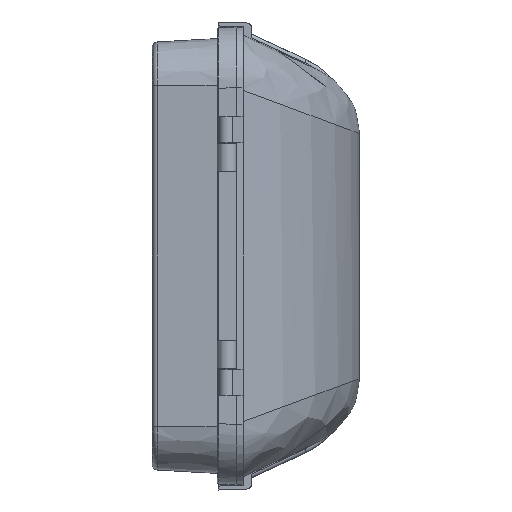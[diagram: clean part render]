
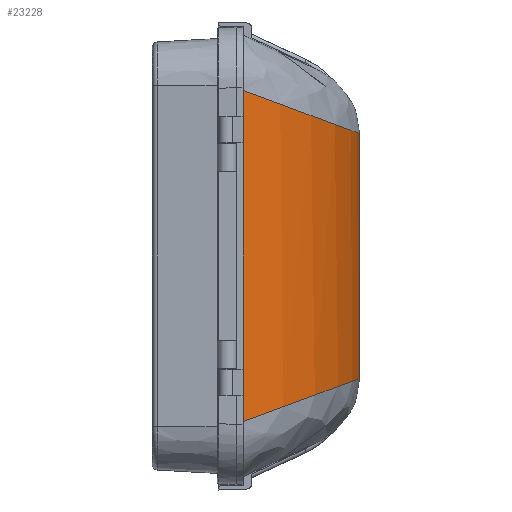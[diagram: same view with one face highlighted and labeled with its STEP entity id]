
A CAD part, front view. The second image highlights one B-rep face of the part: STEP entity #23228.
In plain terms, the highlighted cylindrical face has radius 190.567 mm (diameter 381.133 mm), a partial arc.
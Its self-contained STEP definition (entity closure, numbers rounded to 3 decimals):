
#470 = CARTESIAN_POINT ( 'NONE',  ( 73.886, 112.135, 104.526 ) ) ;
#698 = CARTESIAN_POINT ( 'NONE',  ( -73.163, 114.119, 2.861 ) ) ;
#819 = CARTESIAN_POINT ( 'NONE',  ( 73.184, 114.037, 2.542 ) ) ;
#1644 = B_SPLINE_CURVE_WITH_KNOTS ( 'NONE', 3,
 ( #25312, #19080, #8957, #22754, #17190, #8831 ),
 .UNSPECIFIED., .F., .F.,
 ( 4, 2, 4 ),
 ( 0., 0.5, 1. ),
 .UNSPECIFIED. ) ;
#2062 = CARTESIAN_POINT ( 'NONE',  ( -94.834, 55.28, -92.807 ) ) ;
#2458 = CARTESIAN_POINT ( 'NONE',  ( -73.842, 112.272, -3.823 ) ) ;
#2581 = CARTESIAN_POINT ( 'NONE',  ( 95.857, 52.5, -95.158 ) ) ;
#2855 = CARTESIAN_POINT ( 'NONE',  ( -70.988, 119.999, 50.342 ) ) ;
#2889 = CARTESIAN_POINT ( 'NONE',  ( 72.202, 116.703, 86.778 ) ) ;
#3295 = AXIS2_PLACEMENT_3D ( 'NONE', #16885, #4614, #8638 ) ;
#3332 = CARTESIAN_POINT ( 'NONE',  ( -73.886, 112.135, 104.526 ) ) ;
#3421 = CARTESIAN_POINT ( 'NONE',  ( -155., 52.5, -95.158 ) ) ;
#4068 = B_SPLINE_CURVE_WITH_KNOTS ( 'NONE', 3,
 ( #4094, #2062, #10292, #18527, #8261, #26384, #6258, #8401, #24899, #20285, #6387, #14625, #18266, #26521, #8004, #7861, #22458, #22859, #16259, #4367, #5986, #23384, #4891, #4500, #2458, #698, #8658, #9059, #15284, #8800, #2855 ),
 .UNSPECIFIED., .F., .F.,
 ( 4, 2, 2, 2, 2, 2, 2, 2, 1, 1, 1, 1, 1, 2, 2, 2, 2, 4 ),
 ( -0.003, 0.06, 0.123, 0.248, 0.373, 0.499, 0.5, 0.5, 0.501, 0.503, 0.507, 0.514, 0.53, 0.561, 0.624, 0.749, 0.875, 1. ),
 .UNSPECIFIED. ) ;
#4094 = CARTESIAN_POINT ( 'NONE',  ( -95.857, 52.5, -95.158 ) ) ;
#4229 = EDGE_CURVE ( 'NONE', #13220, #4679, #4068, .T. ) ;
#4311 = VERTEX_POINT ( 'NONE', #13518 ) ;
#4367 = CARTESIAN_POINT ( 'NONE',  ( -77.04, 103.577, -27.061 ) ) ;
#4500 = CARTESIAN_POINT ( 'NONE',  ( -75.064, 108.948, -13.706 ) ) ;
#4614 = DIRECTION ( 'NONE',  ( 1., 0., 0. ) ) ;
#4679 = VERTEX_POINT ( 'NONE', #9554 ) ;
#4891 = CARTESIAN_POINT ( 'NONE',  ( -75.505, 107.748, -16.976 ) ) ;
#4987 = EDGE_CURVE ( 'NONE', #18048, #22434, #16877, .T. ) ;
#5093 = EDGE_CURVE ( 'NONE', #8875, #13220, #9757, .T. ) ;
#5190 = CARTESIAN_POINT ( 'NONE',  ( 71.231, 119.338, 68.655 ) ) ;
#5337 = EDGE_LOOP ( 'NONE', ( #24138, #26305, #21053, #5428, #5935, #16201 ) ) ;
#5428 = ORIENTED_EDGE ( 'NONE', *, *, #5093, .T. ) ;
#5660 = VECTOR ( 'NONE', #19628, 1000. ) ;
#5935 = ORIENTED_EDGE ( 'NONE', *, *, #4229, .T. ) ;
#5986 = CARTESIAN_POINT ( 'NONE',  ( -76.587, 104.807, -24.258 ) ) ;
#6258 = CARTESIAN_POINT ( 'NONE',  ( -86.653, 77.511, -69.809 ) ) ;
#6387 = CARTESIAN_POINT ( 'NONE',  ( -78.515, 99.571, -35.747 ) ) ;
#7861 = CARTESIAN_POINT ( 'NONE',  ( -77.465, 102.422, -29.6 ) ) ;
#8004 = CARTESIAN_POINT ( 'NONE',  ( -77.474, 102.399, -29.65 ) ) ;
#8171 = CARTESIAN_POINT ( 'NONE',  ( 73.886, 112.135, 104.526 ) ) ;
#8261 = CARTESIAN_POINT ( 'NONE',  ( -90.995, 65.709, -82.914 ) ) ;
#8401 = CARTESIAN_POINT ( 'NONE',  ( -83.594, 85.813, -58.786 ) ) ;
#8638 = DIRECTION ( 'NONE',  ( 0., -1., 0. ) ) ;
#8653 = CARTESIAN_POINT ( 'NONE',  ( 79.773, 96.155, -42.213 ) ) ;
#8658 = CARTESIAN_POINT ( 'NONE',  ( -72.077, 117.068, 16.337 ) ) ;
#8692 = CARTESIAN_POINT ( 'NONE',  ( 70.988, 119.999, 50.342 ) ) ;
#8800 = CARTESIAN_POINT ( 'NONE',  ( -70.989, 120., 43.553 ) ) ;
#8831 = CARTESIAN_POINT ( 'NONE',  ( -73.886, 112.135, 104.526 ) ) ;
#8875 = VERTEX_POINT ( 'NONE', #25375 ) ;
#8957 = CARTESIAN_POINT ( 'NONE',  ( -71.228, 119.35, 68.536 ) ) ;
#9059 = CARTESIAN_POINT ( 'NONE',  ( -71.669, 118.171, 23.129 ) ) ;
#9136 = DIRECTION ( 'NONE',  ( -1., 0., 0. ) ) ;
#9452 = CARTESIAN_POINT ( 'NONE',  ( -95.857, 52.5, -95.158 ) ) ;
#9554 = CARTESIAN_POINT ( 'NONE',  ( -70.988, 119.999, 50.342 ) ) ;
#9757 = LINE ( 'NONE', #3421, #5660 ) ;
#10292 = CARTESIAN_POINT ( 'NONE',  ( -93.841, 57.975, -90.391 ) ) ;
#10936 = CARTESIAN_POINT ( 'NONE',  ( 70.988, 119.999, 50.342 ) ) ;
#11075 = CARTESIAN_POINT ( 'NONE',  ( 88.454, 72.592, -76.186 ) ) ;
#12101 = EDGE_CURVE ( 'NONE', #4679, #4311, #1644, .T. ) ;
#13036 = B_SPLINE_CURVE_WITH_KNOTS ( 'NONE', 3,
 ( #2581, #23125, #11075, #25685, #15281, #8653, #23515, #19316, #17163, #819, #21220, #17036, #10936 ),
 .UNSPECIFIED., .F., .F.,
 ( 4, 2, 2, 1, 2, 2, 4 ),
 ( 0., 0.251, 0.376, 0.501, 0.627, 0.752, 1.003 ),
 .UNSPECIFIED. ) ;
#13220 = VERTEX_POINT ( 'NONE', #9452 ) ;
#13518 = CARTESIAN_POINT ( 'NONE',  ( -73.886, 112.135, 104.526 ) ) ;
#14625 = CARTESIAN_POINT ( 'NONE',  ( -77.497, 102.335, -29.788 ) ) ;
#15141 = EDGE_CURVE ( 'NONE', #22434, #4311, #19531, .T. ) ;
#15281 = CARTESIAN_POINT ( 'NONE',  ( 82.398, 89.03, -54.025 ) ) ;
#15284 = CARTESIAN_POINT ( 'NONE',  ( -71.125, 119.637, 36.737 ) ) ;
#16201 = ORIENTED_EDGE ( 'NONE', *, *, #12101, .T. ) ;
#16259 = CARTESIAN_POINT ( 'NONE',  ( -77.272, 102.947, -28.456 ) ) ;
#16877 = B_SPLINE_CURVE_WITH_KNOTS ( 'NONE', 3,
 ( #8692, #23686, #5190, #2889, #21260, #470 ),
 .UNSPECIFIED., .F., .F.,
 ( 4, 2, 4 ),
 ( 0., 0.5, 1. ),
 .UNSPECIFIED. ) ;
#16885 = CARTESIAN_POINT ( 'NONE',  ( -155., -70.567, 50.342 ) ) ;
#17036 = CARTESIAN_POINT ( 'NONE',  ( 70.989, 119.994, 36.547 ) ) ;
#17163 = CARTESIAN_POINT ( 'NONE',  ( 73.867, 112.184, -4.113 ) ) ;
#17190 = CARTESIAN_POINT ( 'NONE',  ( -72.919, 114.761, 95.67 ) ) ;
#18048 = VERTEX_POINT ( 'NONE', #25313 ) ;
#18266 = CARTESIAN_POINT ( 'NONE',  ( -77.489, 102.356, -29.742 ) ) ;
#18272 = EDGE_CURVE ( 'NONE', #8875, #18048, #13036, .T. ) ;
#18527 = CARTESIAN_POINT ( 'NONE',  ( -91.922, 63.189, -85.445 ) ) ;
#19080 = CARTESIAN_POINT ( 'NONE',  ( -70.987, 120., 59.419 ) ) ;
#19316 = CARTESIAN_POINT ( 'NONE',  ( 75.495, 107.765, -17.182 ) ) ;
#19531 = LINE ( 'NONE', #3332, #25548 ) ;
#19628 = DIRECTION ( 'NONE',  ( -1., 0., 0. ) ) ;
#20285 = CARTESIAN_POINT ( 'NONE',  ( -79.655, 96.485, -41.606 ) ) ;
#21053 = ORIENTED_EDGE ( 'NONE', *, *, #18272, .F. ) ;
#21220 = CARTESIAN_POINT ( 'NONE',  ( 71.543, 118.492, 22.75 ) ) ;
#21260 = CARTESIAN_POINT ( 'NONE',  ( 72.928, 114.733, 95.745 ) ) ;
#22434 = VERTEX_POINT ( 'NONE', #8171 ) ;
#22458 = CARTESIAN_POINT ( 'NONE',  ( -77.444, 102.479, -29.476 ) ) ;
#22754 = CARTESIAN_POINT ( 'NONE',  ( -72.194, 116.731, 86.662 ) ) ;
#22859 = CARTESIAN_POINT ( 'NONE',  ( -77.389, 102.628, -29.153 ) ) ;
#23113 = CYLINDRICAL_SURFACE ( 'NONE', #3295, 190.567 ) ;
#23125 = CARTESIAN_POINT ( 'NONE',  ( 91.977, 63.033, -86.247 ) ) ;
#23228 = ADVANCED_FACE ( 'NONE', ( #25395 ), #23113, .T. ) ;
#23384 = CARTESIAN_POINT ( 'NONE',  ( -76.218, 105.81, -21.838 ) ) ;
#23515 = CARTESIAN_POINT ( 'NONE',  ( 77.385, 102.637, -30.011 ) ) ;
#23686 = CARTESIAN_POINT ( 'NONE',  ( 70.987, 120., 59.499 ) ) ;
#24138 = ORIENTED_EDGE ( 'NONE', *, *, #15141, .F. ) ;
#24899 = CARTESIAN_POINT ( 'NONE',  ( -82.195, 89.606, -53.125 ) ) ;
#25312 = CARTESIAN_POINT ( 'NONE',  ( -70.988, 119.999, 50.342 ) ) ;
#25313 = CARTESIAN_POINT ( 'NONE',  ( 70.988, 119.999, 50.342 ) ) ;
#25375 = CARTESIAN_POINT ( 'NONE',  ( 95.857, 52.5, -95.158 ) ) ;
#25395 = FACE_OUTER_BOUND ( 'NONE', #5337, .T. ) ;
#25548 = VECTOR ( 'NONE', #9136, 1000. ) ;
#25685 = CARTESIAN_POINT ( 'NONE',  ( 83.83, 85.144, -59.736 ) ) ;
#26305 = ORIENTED_EDGE ( 'NONE', *, *, #4987, .F. ) ;
#26384 = CARTESIAN_POINT ( 'NONE',  ( -88.312, 73.003, -75.172 ) ) ;
#26521 = CARTESIAN_POINT ( 'NONE',  ( -77.478, 102.388, -29.673 ) ) ;
